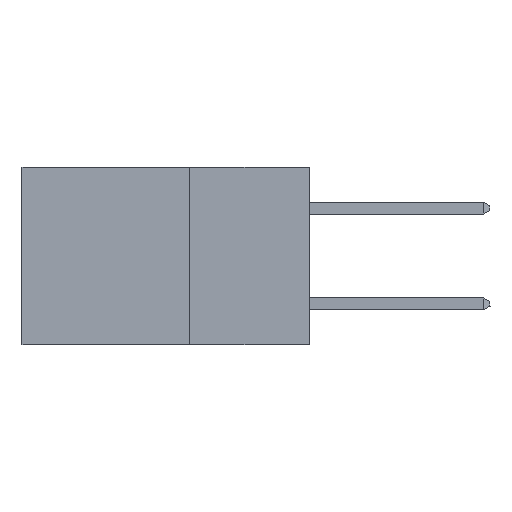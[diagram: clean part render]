
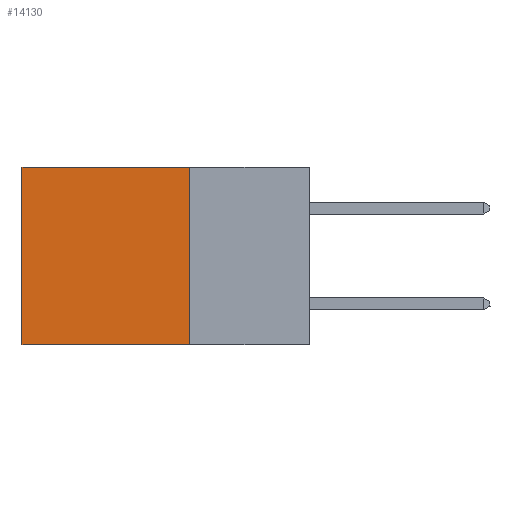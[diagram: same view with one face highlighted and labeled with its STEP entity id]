
A CAD part, left-side view. The second image highlights one B-rep face of the part: STEP entity #14130.
In plain terms, the highlighted planar face has unit normal (-1, 0, 0).
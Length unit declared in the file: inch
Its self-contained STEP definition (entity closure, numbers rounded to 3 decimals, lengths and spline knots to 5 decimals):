
#467 = VERTEX_POINT ( 'NONE', #13740 ) ;
#1468 = LINE ( 'NONE', #24215, #17433 ) ;
#4684 = FACE_OUTER_BOUND ( 'NONE', #24583, .T. ) ;
#4881 = CARTESIAN_POINT ( 'NONE',  ( 0.2875, 0.25, -0.37 ) ) ;
#5951 = VERTEX_POINT ( 'NONE', #24975 ) ;
#6385 = VECTOR ( 'NONE', #31561, 39.37008 ) ;
#6519 = ORIENTED_EDGE ( 'NONE', *, *, #7371, .T. ) ;
#7371 = EDGE_CURVE ( 'NONE', #467, #12210, #13008, .T. ) ;
#9634 = EDGE_CURVE ( 'NONE', #21902, #5951, #25736, .T. ) ;
#9645 = DIRECTION ( 'NONE',  ( 0., 0., -1. ) ) ;
#12210 = VERTEX_POINT ( 'NONE', #20199 ) ;
#13008 = LINE ( 'NONE', #16714, #6385 ) ;
#13121 = DIRECTION ( 'NONE',  ( 0., 1., 0. ) ) ;
#13740 = CARTESIAN_POINT ( 'NONE',  ( 0.2875, 0.25, 0. ) ) ;
#14130 = ADVANCED_FACE ( 'NONE', ( #4684 ), #22101, .F. ) ;
#14273 = AXIS2_PLACEMENT_3D ( 'NONE', #21890, #26841, #9645 ) ;
#14276 = DIRECTION ( 'NONE',  ( 0., 0., -1. ) ) ;
#16714 = CARTESIAN_POINT ( 'NONE',  ( 0.2875, 0.25, 0. ) ) ;
#17336 = ORIENTED_EDGE ( 'NONE', *, *, #20528, .F. ) ;
#17433 = VECTOR ( 'NONE', #14276, 39.37008 ) ;
#19188 = VECTOR ( 'NONE', #29799, 39.37008 ) ;
#20199 = CARTESIAN_POINT ( 'NONE',  ( 0.2875, 0.6, 0. ) ) ;
#20528 = EDGE_CURVE ( 'NONE', #467, #21902, #1468, .T. ) ;
#20594 = VECTOR ( 'NONE', #13121, 39.37008 ) ;
#20954 = ORIENTED_EDGE ( 'NONE', *, *, #25666, .T. ) ;
#21890 = CARTESIAN_POINT ( 'NONE',  ( 0.2875, 0.25, 0. ) ) ;
#21902 = VERTEX_POINT ( 'NONE', #4881 ) ;
#22101 = PLANE ( 'NONE',  #14273 ) ;
#24215 = CARTESIAN_POINT ( 'NONE',  ( 0.2875, 0.25, 0. ) ) ;
#24583 = EDGE_LOOP ( 'NONE', ( #20954, #30495, #17336, #6519 ) ) ;
#24883 = CARTESIAN_POINT ( 'NONE',  ( 0.2875, 0.6, 0. ) ) ;
#24975 = CARTESIAN_POINT ( 'NONE',  ( 0.2875, 0.6, -0.37 ) ) ;
#25566 = CARTESIAN_POINT ( 'NONE',  ( 0.2875, 0.25, -0.37 ) ) ;
#25666 = EDGE_CURVE ( 'NONE', #12210, #5951, #25878, .T. ) ;
#25736 = LINE ( 'NONE', #25566, #20594 ) ;
#25878 = LINE ( 'NONE', #24883, #19188 ) ;
#26841 = DIRECTION ( 'NONE',  ( 1., 0., 0. ) ) ;
#29799 = DIRECTION ( 'NONE',  ( 0., 0., -1. ) ) ;
#30495 = ORIENTED_EDGE ( 'NONE', *, *, #9634, .F. ) ;
#31561 = DIRECTION ( 'NONE',  ( 0., 1., 0. ) ) ;
